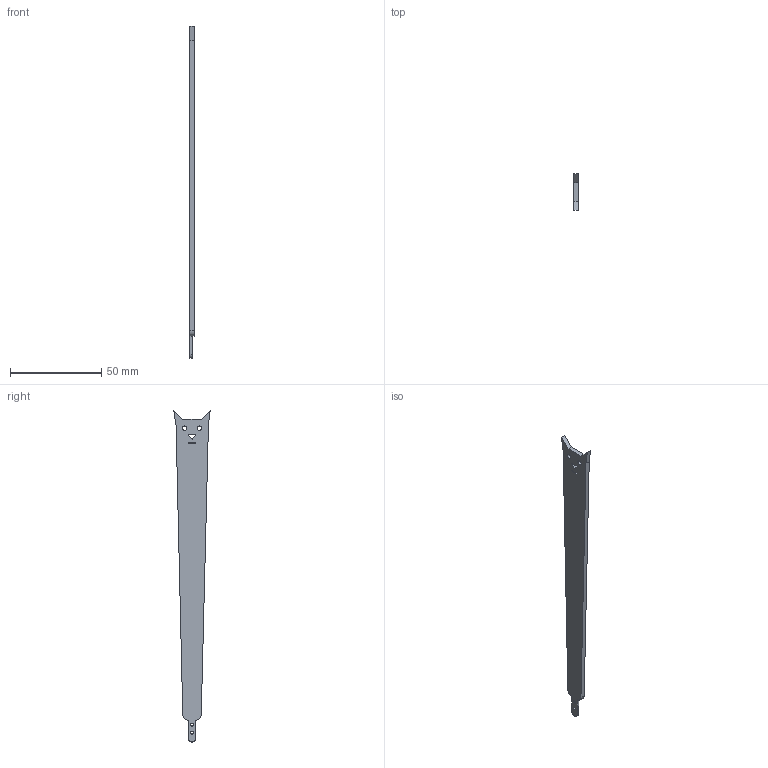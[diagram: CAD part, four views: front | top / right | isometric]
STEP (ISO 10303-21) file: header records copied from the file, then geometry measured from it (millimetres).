
FILE_DESCRIPTION(/* description */ (''),/* implementation_level */ '2;1');
FILE_NAME(/* name */ '20180902_necklace_test.step',/* time_stamp */ '2019-02-06T12:17:25+08:00',/* author */ ('piaoliangsita'),/* organization */ (''),/* preprocessor_version */ 'ST-DEVELOPER v17.2',/* originating_system */ 'Autodesk Translation Framework v7.6.0.251',/* authorisation */ '');
FILE_SCHEMA (('AUTOMOTIVE_DESIGN { 1 0 10303 214 3 1 1 }'));
Length unit declared in the file: millimetre
Products named in the file (1): 20180902_necklace_test
Bounding box: 2.5 x 20 x 181.95 mm (x, y, z)
Volume: 5823.8 mm3; surface area: 5761.9 mm2
Topology: 1 solids, 1 shells, 29 faces, 79 edges, 52 vertices
Faces by surface type: plane 21, cylinder 8
Full cylindrical faces by diameter (mm): 1.5 x2, 2.5 x2
Entity records: 970 total; most frequent: CARTESIAN_POINT 161, ORIENTED_EDGE 158, DIRECTION 155, EDGE_CURVE 79, LINE 63, VECTOR 63, VERTEX_POINT 52, AXIS2_PLACEMENT_3D 46
